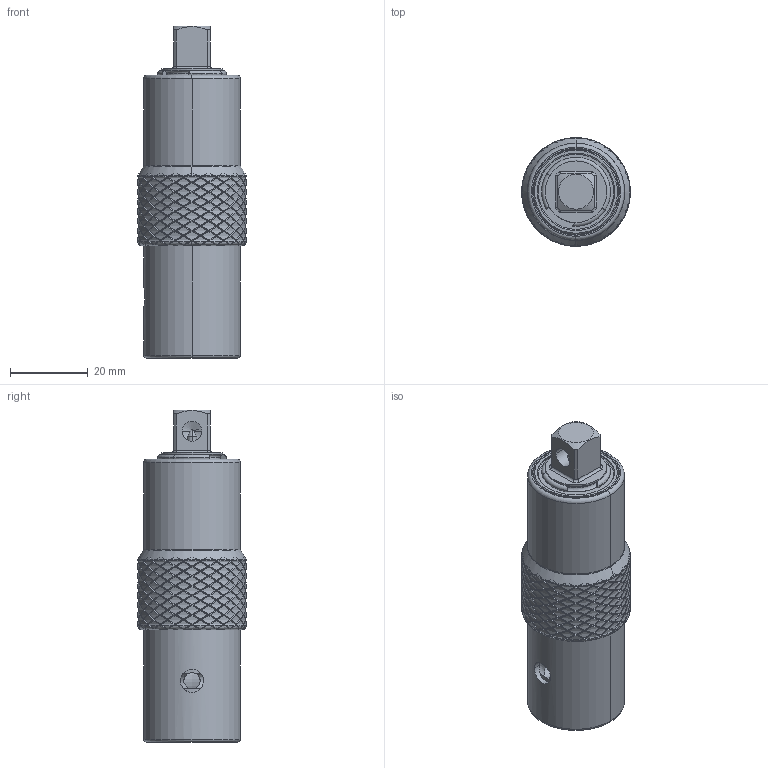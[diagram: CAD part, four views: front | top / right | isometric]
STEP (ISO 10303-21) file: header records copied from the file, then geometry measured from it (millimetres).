
FILE_DESCRIPTION((''),'2;1');
FILE_NAME('4027123660_ASM','2023-08-30T11:11:42',('a00565553'),(''),'CREO PARAMETRIC BY PTC INC, 2022414','CREO PARAMETRIC BY PTC INC, 2022414','');
FILE_SCHEMA(('CONFIG_CONTROL_DESIGN','GEOMETRIC_VALIDATION_PROPERTIES_MIM'));
Products named in the file (1): 4027123660_ASM
Bounding box: 28 x 28 x 85.67 mm (x, y, z)
Surface area: 18839.6 mm2 (no closed solid volume)
Topology: 0 solids, 9 shells, 1734 faces, 3777 edges, 2037 vertices
Faces by surface type: bspline 1212, cylinder 385, torus 75, plane 40, cone 22
Entity records: 91300 total; most frequent: CARTESIAN_POINT 51177, ORIENTED_EDGE 7448, EDGE_CURVE 3775, B_SPLINE_CURVE_WITH_KNOTS 2716, DIRECTION 2444, VERTEX_POINT 2037, EDGE_LOOP 1751, FACE_OUTER_BOUND 1734
